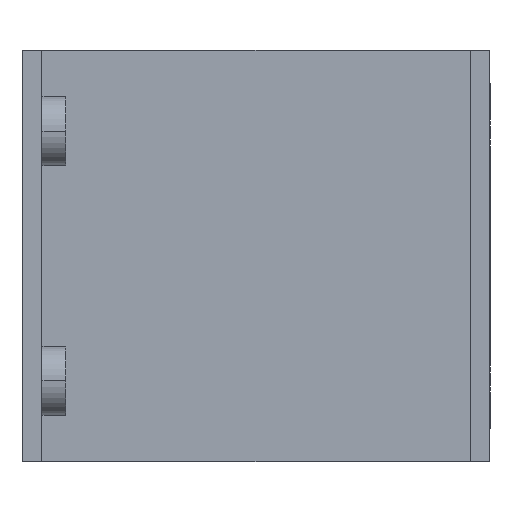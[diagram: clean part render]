
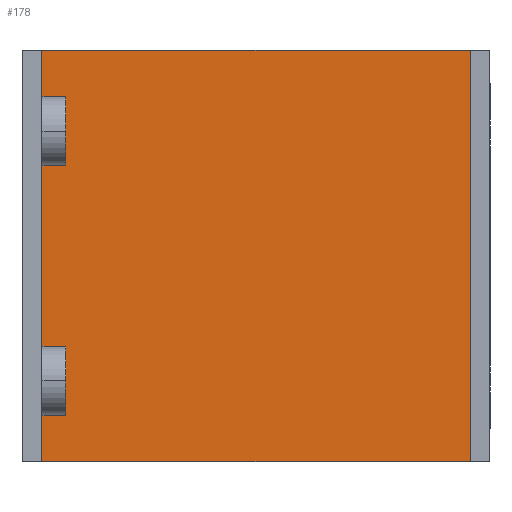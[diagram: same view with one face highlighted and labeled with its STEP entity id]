
A CAD part, left-side view. The second image highlights one B-rep face of the part: STEP entity #178.
In plain terms, the highlighted planar face has unit normal (-1, 0, 0).
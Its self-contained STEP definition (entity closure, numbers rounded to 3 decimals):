
#11 = CARTESIAN_POINT ( 'NONE',  ( 46.8, 71.8, 33. ) ) ;
#19 = CARTESIAN_POINT ( 'NONE',  ( 46.8, 3.2, 33. ) ) ;
#30 = DIRECTION ( 'NONE',  ( 1., 0., 0. ) ) ;
#40 = CARTESIAN_POINT ( 'NONE',  ( 46.8, 3.2, -33. ) ) ;
#80 = EDGE_CURVE ( 'NONE', #564, #483, #442, .T. ) ;
#110 = LINE ( 'NONE', #628, #356 ) ;
#118 = DIRECTION ( 'NONE',  ( 0., 0., -1. ) ) ;
#147 = AXIS2_PLACEMENT_3D ( 'NONE', #187, #30, #542 ) ;
#168 = EDGE_CURVE ( 'NONE', #392, #705, #172, .T. ) ;
#172 = LINE ( 'NONE', #11, #884 ) ;
#178 = ADVANCED_FACE ( 'NONE', ( #322 ), #548, .F. ) ;
#187 = CARTESIAN_POINT ( 'NONE',  ( 46.8, 71.8, 33. ) ) ;
#220 = CARTESIAN_POINT ( 'NONE',  ( 46.8, 71.8, 33. ) ) ;
#290 = DIRECTION ( 'NONE',  ( 0., -1., 0. ) ) ;
#302 = CARTESIAN_POINT ( 'NONE',  ( 46.8, 71.8, -33. ) ) ;
#322 = FACE_OUTER_BOUND ( 'NONE', #348, .T. ) ;
#327 = VECTOR ( 'NONE', #947, 1000. ) ;
#348 = EDGE_LOOP ( 'NONE', ( #534, #358, #408, #498 ) ) ;
#356 = VECTOR ( 'NONE', #118, 1000. ) ;
#358 = ORIENTED_EDGE ( 'NONE', *, *, #480, .F. ) ;
#392 = VERTEX_POINT ( 'NONE', #220 ) ;
#408 = ORIENTED_EDGE ( 'NONE', *, *, #168, .F. ) ;
#442 = LINE ( 'NONE', #302, #327 ) ;
#480 = EDGE_CURVE ( 'NONE', #705, #483, #110, .T. ) ;
#483 = VERTEX_POINT ( 'NONE', #40 ) ;
#498 = ORIENTED_EDGE ( 'NONE', *, *, #731, .T. ) ;
#534 = ORIENTED_EDGE ( 'NONE', *, *, #80, .T. ) ;
#542 = DIRECTION ( 'NONE',  ( 0., 1., 0. ) ) ;
#548 = PLANE ( 'NONE',  #147 ) ;
#564 = VERTEX_POINT ( 'NONE', #857 ) ;
#628 = CARTESIAN_POINT ( 'NONE',  ( 46.8, 3.2, 33. ) ) ;
#657 = LINE ( 'NONE', #905, #846 ) ;
#705 = VERTEX_POINT ( 'NONE', #19 ) ;
#731 = EDGE_CURVE ( 'NONE', #392, #564, #657, .T. ) ;
#816 = DIRECTION ( 'NONE',  ( 0., 0., -1. ) ) ;
#846 = VECTOR ( 'NONE', #816, 1000. ) ;
#857 = CARTESIAN_POINT ( 'NONE',  ( 46.8, 71.8, -33. ) ) ;
#884 = VECTOR ( 'NONE', #290, 1000. ) ;
#905 = CARTESIAN_POINT ( 'NONE',  ( 46.8, 71.8, 33. ) ) ;
#947 = DIRECTION ( 'NONE',  ( 0., -1., 0. ) ) ;
